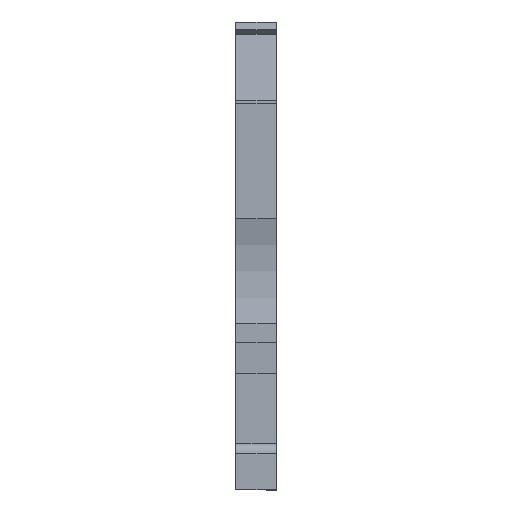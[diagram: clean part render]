
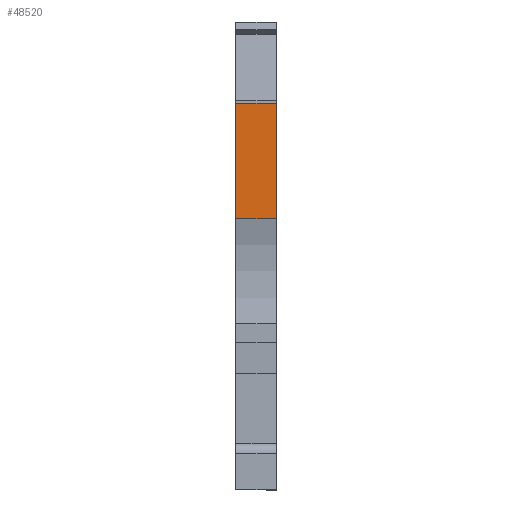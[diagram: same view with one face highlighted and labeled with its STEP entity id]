
A CAD part, front view. The second image highlights one B-rep face of the part: STEP entity #48520.
In plain terms, the highlighted face is planar.
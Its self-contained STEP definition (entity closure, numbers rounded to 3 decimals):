
#4190=CARTESIAN_POINT('',(4.347,16.339,
-3.5));
#4200=VERTEX_POINT('',#4190);
#4230=CARTESIAN_POINT('',(5.286,8.691,
-3.5));
#4240=DIRECTION('',(0.122,-0.993,
0.));
#4250=VECTOR('',#4240,1.);
#4260=LINE('',#4230,#4250);
#4270=CARTESIAN_POINT('',(5.548,6.551,
-3.5));
#4280=VERTEX_POINT('',#4270);
#4290=EDGE_CURVE('',#4200,#4280,#4260,.T.);
#30250=CARTESIAN_POINT('',(5.548,6.551,
0.));
#30260=VERTEX_POINT('',#30250);
#30290=CARTESIAN_POINT('',(5.286,8.691,
0.));
#30300=DIRECTION('',(0.122,-0.993,
0.));
#30310=VECTOR('',#30300,1.);
#30320=LINE('',#30290,#30310);
#30330=CARTESIAN_POINT('',(4.347,16.339,
0.));
#30340=VERTEX_POINT('',#30330);
#30350=EDGE_CURVE('',#30340,#30260,#30320,.T.);
#48200=CARTESIAN_POINT('',(4.347,16.339,
-3.5));
#48210=DIRECTION('',(0.,0.,-1.));
#48220=VECTOR('',#48210,1.);
#48230=LINE('',#48200,#48220);
#48240=EDGE_CURVE('',#30340,#4200,#48230,.T.);
#48360=CARTESIAN_POINT('',(4.381,16.061,
-3.5));
#48370=DIRECTION('',(0.993,0.122,
0.));
#48380=DIRECTION('',(-0.122,0.993,
0.));
#48390=AXIS2_PLACEMENT_3D('',#48360,#48370,#48380);
#48400=PLANE('',#48390);
#48410=CARTESIAN_POINT('',(5.548,6.551,
-3.5));
#48420=DIRECTION('',(0.,0.,1.));
#48430=VECTOR('',#48420,1.);
#48440=LINE('',#48410,#48430);
#48450=EDGE_CURVE('',#4280,#30260,#48440,.T.);
#48460=ORIENTED_EDGE('',*,*,#48450,.T.);
#48470=ORIENTED_EDGE('',*,*,#4290,.T.);
#48480=ORIENTED_EDGE('',*,*,#48240,.T.);
#48490=ORIENTED_EDGE('',*,*,#30350,.F.);
#48500=EDGE_LOOP('',(#48490,#48480,#48470,#48460));
#48510=FACE_OUTER_BOUND('',#48500,.T.);
#48520=ADVANCED_FACE('',(#48510),#48400,.F.);
